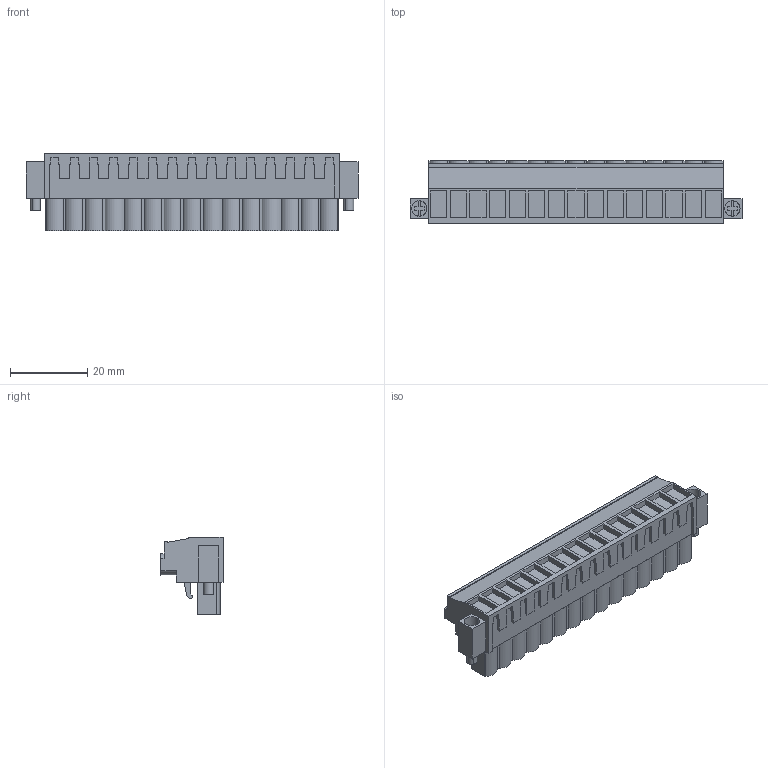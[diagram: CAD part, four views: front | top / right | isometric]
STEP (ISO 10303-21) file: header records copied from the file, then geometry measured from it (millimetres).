
FILE_DESCRIPTION(('CATIA V5 STEP','CAx-IF Rec.Pracs.--- Model Styling and Organization---1.2---2011-12-15'),'2;1');
FILE_NAME ('D1459924_0_1944220000_1944220000.stp','2017-05-22T10:00:32+00:00',('none'),('Weidmueller'),'CATIA Version 5-6 Release 2014','CATIA V5 STEP AP214','none');
FILE_SCHEMA(('AUTOMOTIVE_DESIGN { 1 0 10303 214 1 1 1 1 }'));
Length unit declared in the file: millimetre
Products named in the file (1): 1944220000
Bounding box: 86 x 16.1 x 20.05 mm (x, y, z)
Volume: 14587.1 mm3; surface area: 9638.8 mm2
Topology: 18 solids, 18 shells, 1060 faces, 2983 edges, 2024 vertices
Faces by surface type: plane 901, cylinder 159
Entity records: 31355 total; most frequent: ORIENTED_EDGE 5966, CARTESIAN_POINT 5612, DIRECTION 4191, EDGE_CURVE 2983, VECTOR 2597, LINE 2597, VERTEX_POINT 2024, EDGE_LOOP 1129
